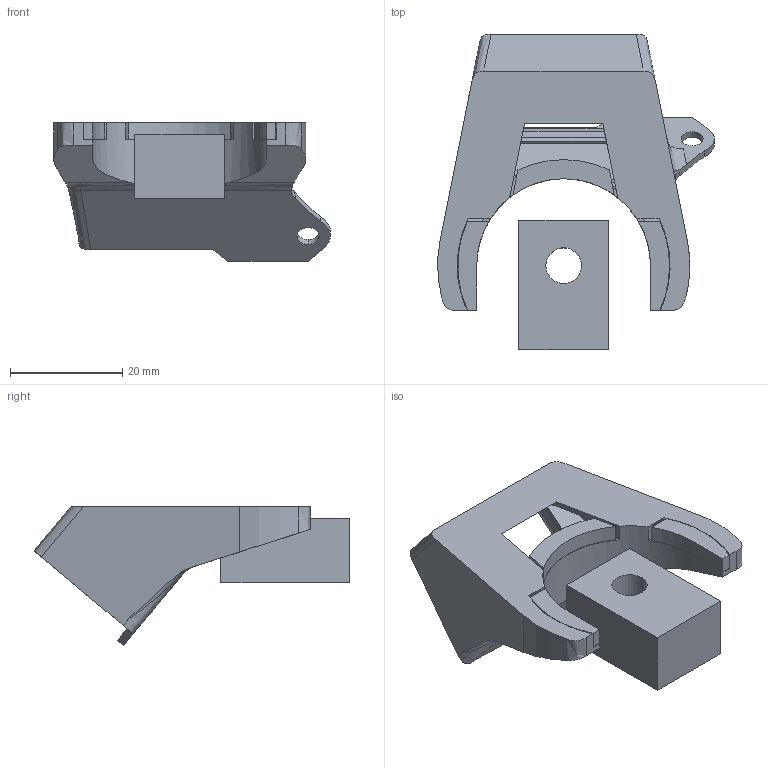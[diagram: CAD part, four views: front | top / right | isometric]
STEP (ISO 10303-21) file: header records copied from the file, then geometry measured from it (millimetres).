
FILE_DESCRIPTION (( 'STEP AP214' ), '1' );
FILE_NAME ('503 Part Cooling Fan Shroud 40mm Fan.STEP', '2021-03-17T20:52:05', ( '' ), ( '' ), 'SwSTEP 2.0', 'SolidWorks 2019', '' );
FILE_SCHEMA (( 'AUTOMOTIVE_DESIGN' ));
Length unit declared in the file: millimetre
Products named in the file (1): 503 Part Cooling Fan Shroud 40mm Fan
Bounding box: 49.35 x 56.29 x 24.69 mm (x, y, z)
Volume: 9605.9 mm3; surface area: 10537.8 mm2
Topology: 5 solids, 5 shells, 156 faces, 423 edges, 272 vertices
Faces by surface type: plane 89, cylinder 32, bspline 30, cone 3, torus 2
Entity records: 7714 total; most frequent: CARTESIAN_POINT 3921, ORIENTED_EDGE 842, DIRECTION 600, EDGE_CURVE 421, VERTEX_POINT 272, LINE 226, VECTOR 226, AXIS2_PLACEMENT_3D 187
